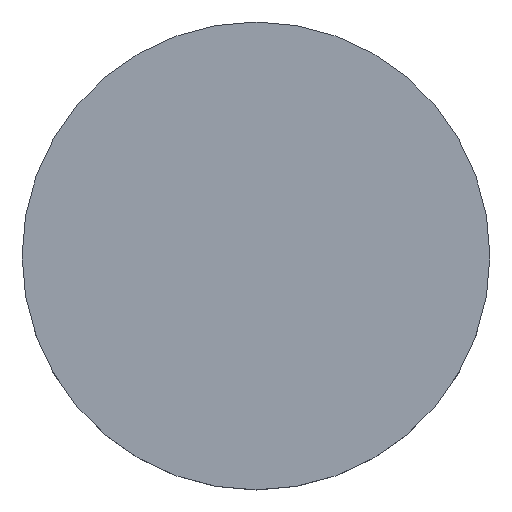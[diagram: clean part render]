
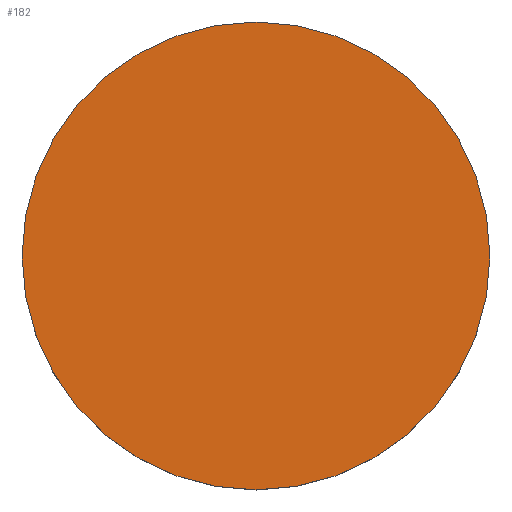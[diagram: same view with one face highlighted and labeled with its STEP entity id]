
A CAD part, top view. The second image highlights one B-rep face of the part: STEP entity #182.
In plain terms, the highlighted planar face has unit normal (0, 0, 1).
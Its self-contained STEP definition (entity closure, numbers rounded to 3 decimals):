
#4 = DIRECTION ( 'NONE',  ( 0., 0., -1. ) ) ;
#29 = CIRCLE ( 'NONE', #82, 19.05 ) ;
#32 = EDGE_CURVE ( 'NONE', #47, #111, #29, .T. ) ;
#37 = CARTESIAN_POINT ( 'NONE',  ( 0., 39.066, 3.3 ) ) ;
#41 = ORIENTED_EDGE ( 'NONE', *, *, #58, .F. ) ;
#43 = DIRECTION ( 'NONE',  ( 0., 0., 1. ) ) ;
#47 = VERTEX_POINT ( 'NONE', #180 ) ;
#51 = EDGE_LOOP ( 'NONE', ( #41, #184 ) ) ;
#52 = PLANE ( 'NONE',  #178 ) ;
#58 = EDGE_CURVE ( 'NONE', #111, #47, #94, .T. ) ;
#77 = DIRECTION ( 'NONE',  ( 0., 0., -1. ) ) ;
#79 = FACE_OUTER_BOUND ( 'NONE', #51, .T. ) ;
#82 = AXIS2_PLACEMENT_3D ( 'NONE', #132, #77, #223 ) ;
#94 = CIRCLE ( 'NONE', #114, 19.05 ) ;
#96 = CARTESIAN_POINT ( 'NONE',  ( 0., 0., 3.3 ) ) ;
#111 = VERTEX_POINT ( 'NONE', #127 ) ;
#114 = AXIS2_PLACEMENT_3D ( 'NONE', #96, #4, #135 ) ;
#127 = CARTESIAN_POINT ( 'NONE',  ( 19.05, 0., 3.3 ) ) ;
#132 = CARTESIAN_POINT ( 'NONE',  ( 0., 0., 3.3 ) ) ;
#135 = DIRECTION ( 'NONE',  ( 1., 0., 0. ) ) ;
#152 = DIRECTION ( 'NONE',  ( 1., 0., 0. ) ) ;
#178 = AXIS2_PLACEMENT_3D ( 'NONE', #37, #43, #152 ) ;
#180 = CARTESIAN_POINT ( 'NONE',  ( -19.05, 0., 3.3 ) ) ;
#182 = ADVANCED_FACE ( 'NONE', ( #79 ), #52, .T. ) ;
#184 = ORIENTED_EDGE ( 'NONE', *, *, #32, .F. ) ;
#223 = DIRECTION ( 'NONE',  ( 1., 0., 0. ) ) ;
